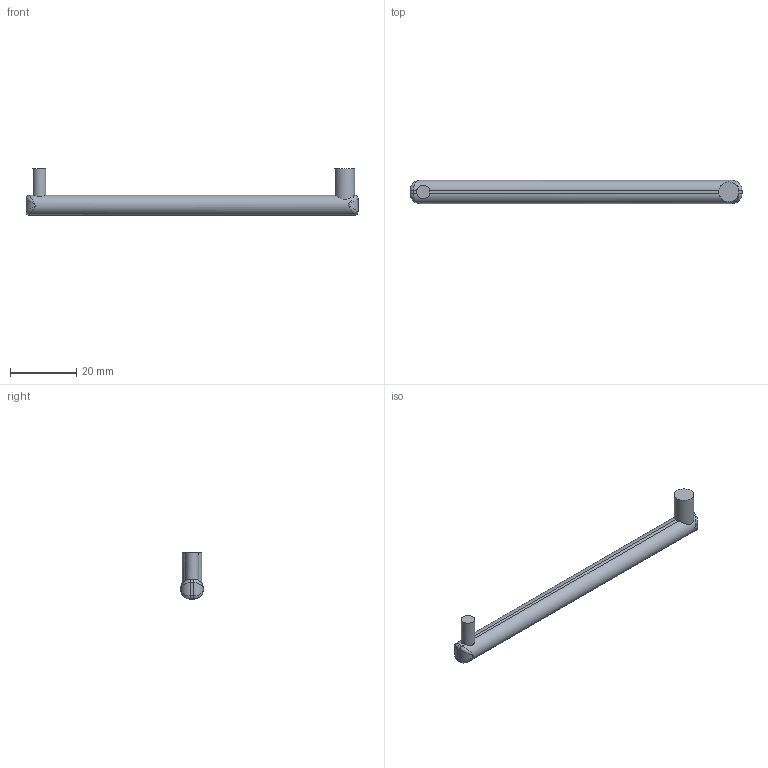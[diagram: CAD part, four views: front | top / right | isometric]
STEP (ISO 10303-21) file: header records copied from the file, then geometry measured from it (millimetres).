
FILE_DESCRIPTION(/* description */ (''),/* implementation_level */ '2;1');
FILE_NAME(/* name */ 'Kupplung v1.step',/* time_stamp */ '2024-01-18T12:00:41+01:00',/* author */ (''),/* organization */ (''),/* preprocessor_version */ 'ST-DEVELOPER v20',/* originating_system */ 'Autodesk Translation Framework v12.14.0.127',/* authorisation */ '');
FILE_SCHEMA (('AUTOMOTIVE_DESIGN { 1 0 10303 214 3 1 1 }'));
Length unit declared in the file: millimetre
Products named in the file (1): Kupplung
Bounding box: 100 x 7 x 14 mm (x, y, z)
Volume: 3731.2 mm3; surface area: 2379.4 mm2
Topology: 1 solids, 1 shells, 29 faces, 67 edges, 32 vertices
Faces by surface type: cylinder 12, plane 9, bspline 8
Full cylindrical faces by diameter (mm): 4 x1, 6 x1
Entity records: 1060 total; most frequent: CARTESIAN_POINT 431, DIRECTION 131, ORIENTED_EDGE 118, EDGE_CURVE 59, AXIS2_PLACEMENT_3D 54, VERTEX_POINT 32, FACE_OUTER_BOUND 29, EDGE_LOOP 29
